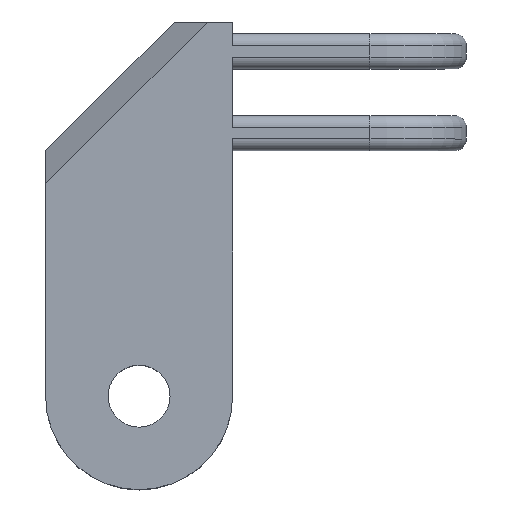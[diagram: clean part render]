
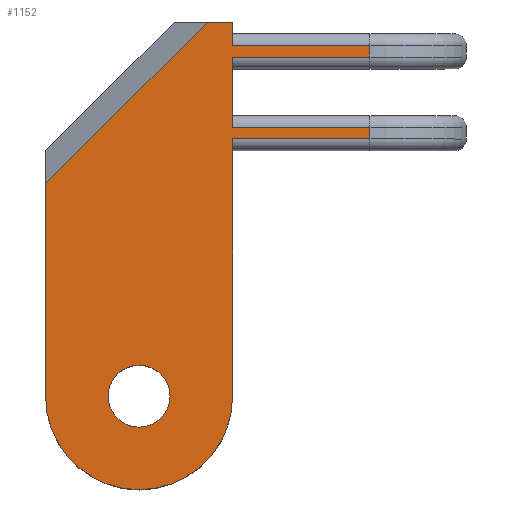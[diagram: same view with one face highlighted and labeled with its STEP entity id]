
A CAD part, top view. The second image highlights one B-rep face of the part: STEP entity #1152.
In plain terms, the highlighted planar face has unit normal (0, 0, 1).
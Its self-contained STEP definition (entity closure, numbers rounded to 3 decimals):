
#65=FACE_BOUND('',#211,.T.);
#77=CIRCLE('',#1236,8.);
#78=CIRCLE('',#1237,2.65);
#79=CIRCLE('',#1238,2.65);
#142=FACE_OUTER_BOUND('',#210,.T.);
#210=EDGE_LOOP('',(#799,#800,#801,#802,#803,#804,#805,#806,#807,#808,#809,
#810,#811));
#211=EDGE_LOOP('',(#812,#813));
#302=LINE('',#1779,#404);
#305=LINE('',#1785,#407);
#307=LINE('',#1789,#409);
#308=LINE('',#1793,#410);
#309=LINE('',#1795,#411);
#310=LINE('',#1797,#412);
#311=LINE('',#1799,#413);
#312=LINE('',#1801,#414);
#313=LINE('',#1803,#415);
#314=LINE('',#1805,#416);
#315=LINE('',#1807,#417);
#316=LINE('',#1808,#418);
#404=VECTOR('',#1392,10.);
#407=VECTOR('',#1397,10.);
#409=VECTOR('',#1401,10.);
#410=VECTOR('',#1404,10.);
#411=VECTOR('',#1405,10.);
#412=VECTOR('',#1406,10.);
#413=VECTOR('',#1407,10.);
#414=VECTOR('',#1408,10.);
#415=VECTOR('',#1409,10.);
#416=VECTOR('',#1410,10.);
#417=VECTOR('',#1411,10.);
#418=VECTOR('',#1412,10.);
#505=VERTEX_POINT('',#1776);
#506=VERTEX_POINT('',#1778);
#508=VERTEX_POINT('',#1783);
#509=VERTEX_POINT('',#1788);
#510=VERTEX_POINT('',#1790);
#511=VERTEX_POINT('',#1792);
#512=VERTEX_POINT('',#1794);
#513=VERTEX_POINT('',#1796);
#514=VERTEX_POINT('',#1798);
#515=VERTEX_POINT('',#1800);
#516=VERTEX_POINT('',#1802);
#517=VERTEX_POINT('',#1804);
#518=VERTEX_POINT('',#1806);
#519=VERTEX_POINT('',#1809);
#520=VERTEX_POINT('',#1810);
#616=EDGE_CURVE('',#506,#505,#302,.T.);
#619=EDGE_CURVE('',#508,#505,#305,.T.);
#621=EDGE_CURVE('',#508,#509,#307,.T.);
#622=EDGE_CURVE('',#509,#510,#77,.T.);
#623=EDGE_CURVE('',#510,#511,#308,.T.);
#624=EDGE_CURVE('',#512,#511,#309,.T.);
#625=EDGE_CURVE('',#512,#513,#310,.T.);
#626=EDGE_CURVE('',#514,#513,#311,.T.);
#627=EDGE_CURVE('',#514,#515,#312,.T.);
#628=EDGE_CURVE('',#516,#515,#313,.T.);
#629=EDGE_CURVE('',#516,#517,#314,.T.);
#630=EDGE_CURVE('',#518,#517,#315,.T.);
#631=EDGE_CURVE('',#518,#506,#316,.T.);
#632=EDGE_CURVE('',#519,#520,#78,.T.);
#633=EDGE_CURVE('',#520,#519,#79,.T.);
#799=ORIENTED_EDGE('',*,*,#619,.F.);
#800=ORIENTED_EDGE('',*,*,#621,.T.);
#801=ORIENTED_EDGE('',*,*,#622,.T.);
#802=ORIENTED_EDGE('',*,*,#623,.T.);
#803=ORIENTED_EDGE('',*,*,#624,.F.);
#804=ORIENTED_EDGE('',*,*,#625,.T.);
#805=ORIENTED_EDGE('',*,*,#626,.F.);
#806=ORIENTED_EDGE('',*,*,#627,.T.);
#807=ORIENTED_EDGE('',*,*,#628,.F.);
#808=ORIENTED_EDGE('',*,*,#629,.T.);
#809=ORIENTED_EDGE('',*,*,#630,.F.);
#810=ORIENTED_EDGE('',*,*,#631,.T.);
#811=ORIENTED_EDGE('',*,*,#616,.T.);
#812=ORIENTED_EDGE('',*,*,#632,.T.);
#813=ORIENTED_EDGE('',*,*,#633,.T.);
#1124=PLANE('',#1235);
#1152=ADVANCED_FACE('',(#142,#65),#1124,.T.);
#1235=AXIS2_PLACEMENT_3D('',#1787,#1399,#1400);
#1236=AXIS2_PLACEMENT_3D('',#1791,#1402,#1403);
#1237=AXIS2_PLACEMENT_3D('',#1811,#1413,#1414);
#1238=AXIS2_PLACEMENT_3D('',#1812,#1415,#1416);
#1392=DIRECTION('',(-1.,0.,0.));
#1397=DIRECTION('',(0.707,0.707,0.));
#1399=DIRECTION('center_axis',(0.,0.,1.));
#1400=DIRECTION('ref_axis',(1.,0.,0.));
#1401=DIRECTION('',(0.,-1.,0.));
#1402=DIRECTION('center_axis',(0.,0.,1.));
#1403=DIRECTION('ref_axis',(-1.,0.,0.));
#1404=DIRECTION('',(0.,1.,0.));
#1405=DIRECTION('',(-1.,0.,0.));
#1406=DIRECTION('',(0.,1.,0.));
#1407=DIRECTION('',(1.,0.,0.));
#1408=DIRECTION('',(0.,1.,0.));
#1409=DIRECTION('',(-1.,0.,0.));
#1410=DIRECTION('',(0.,1.,0.));
#1411=DIRECTION('',(1.,0.,0.));
#1412=DIRECTION('',(0.,1.,0.));
#1413=DIRECTION('center_axis',(0.,0.,-1.));
#1414=DIRECTION('ref_axis',(1.,0.,0.));
#1415=DIRECTION('center_axis',(0.,0.,-1.));
#1416=DIRECTION('ref_axis',(1.,0.,0.));
#1776=CARTESIAN_POINT('',(-288.172,202.,16.5));
#1778=CARTESIAN_POINT('',(-286.,202.,16.5));
#1779=CARTESIAN_POINT('',(-286.,202.,16.5));
#1783=CARTESIAN_POINT('',(-302.,188.172,16.5));
#1785=CARTESIAN_POINT('',(-295.336,194.836,16.5));
#1787=CARTESIAN_POINT('Origin',(-294.,182.,16.5));
#1788=CARTESIAN_POINT('',(-302.,170.,16.5));
#1789=CARTESIAN_POINT('',(-302.,170.,16.5));
#1790=CARTESIAN_POINT('',(-286.,170.,16.5));
#1791=CARTESIAN_POINT('Origin',(-294.,170.,16.5));
#1792=CARTESIAN_POINT('',(-286.,192.,16.5));
#1793=CARTESIAN_POINT('',(-286.,202.,16.5));
#1794=CARTESIAN_POINT('',(-274.25,192.,16.5));
#1795=CARTESIAN_POINT('',(-290.,192.,16.5));
#1796=CARTESIAN_POINT('',(-274.25,193.,16.5));
#1797=CARTESIAN_POINT('',(-274.25,201.,16.5));
#1798=CARTESIAN_POINT('',(-286.,193.,16.5));
#1799=CARTESIAN_POINT('',(-280.,193.,16.5));
#1800=CARTESIAN_POINT('',(-286.,199.,16.5));
#1801=CARTESIAN_POINT('',(-286.,202.,16.5));
#1802=CARTESIAN_POINT('',(-274.25,199.,16.5));
#1803=CARTESIAN_POINT('',(-290.,199.,16.5));
#1804=CARTESIAN_POINT('',(-274.25,200.,16.5));
#1805=CARTESIAN_POINT('',(-274.25,201.,16.5));
#1806=CARTESIAN_POINT('',(-286.,200.,16.5));
#1807=CARTESIAN_POINT('',(-280.,200.,16.5));
#1808=CARTESIAN_POINT('',(-286.,202.,16.5));
#1809=CARTESIAN_POINT('',(-291.35,170.,16.5));
#1810=CARTESIAN_POINT('',(-296.65,170.,16.5));
#1811=CARTESIAN_POINT('Origin',(-294.,170.,16.5));
#1812=CARTESIAN_POINT('Origin',(-294.,170.,16.5));
